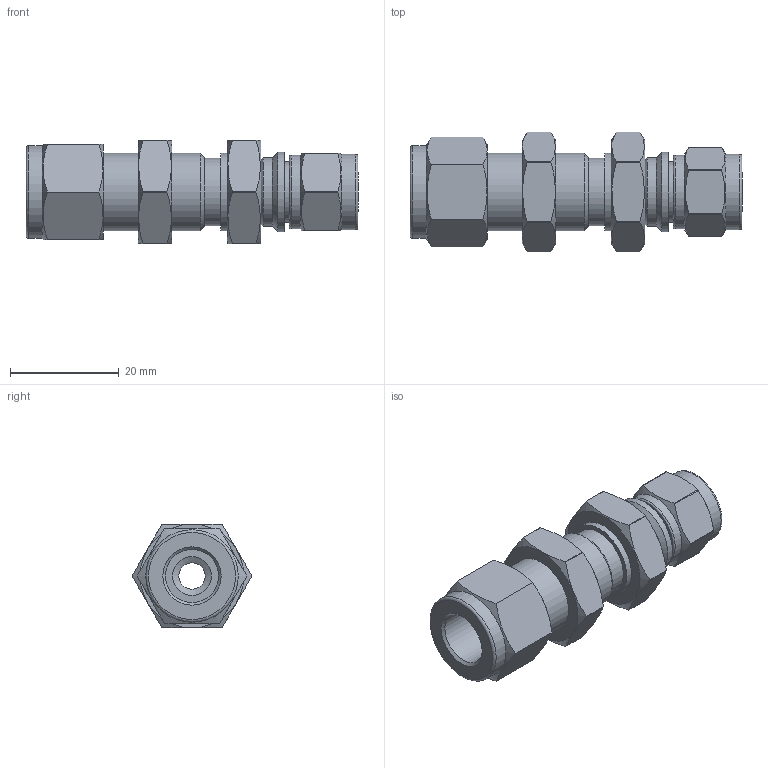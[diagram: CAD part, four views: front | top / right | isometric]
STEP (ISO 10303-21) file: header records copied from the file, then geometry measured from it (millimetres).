
FILE_DESCRIPTION(/* description */ (''),/* implementation_level */ '2;1');
FILE_NAME(/* name */ 'SBHRUI-6-4.stp',/* time_stamp */ '2022-04-22T13:01:29+09:00',/* author */ ('user'),/* organization */ (''),/* preprocessor_version */ 'ST-DEVELOPER v18.1',/* originating_system */ 'Autodesk Inventor 2022',/* authorisation */ '');
FILE_SCHEMA (('AUTOMOTIVE_DESIGN { 1 0 10303 214 3 1 1 }'));
Length unit declared in the file: millimetre
Products named in the file (1): SBHRUI-6-4
Bounding box: 61.05 x 22 x 19.1 mm (x, y, z)
Volume: 10313.9 mm3; surface area: 6014.9 mm2
Topology: 1 solids, 1 shells, 93 faces, 218 edges, 140 vertices
Faces by surface type: plane 39, cylinder 34, cone 17, torus 3
Full cylindrical faces by diameter (mm): 4.826 x1, 6.55 x1, 7.112 x1, 9.3 x1, 9.73 x1, 10.1 x1, 11.113 x1, 12.5 x1, 12.6 x1, 13.6 x1, 13.9 x1, 14.28 x3, 14.6 x1, 17 x1
Entity records: 2676 total; most frequent: CARTESIAN_POINT 548, DIRECTION 453, ORIENTED_EDGE 436, EDGE_CURVE 218, AXIS2_PLACEMENT_3D 189, VERTEX_POINT 140, EDGE_LOOP 108, CIRCLE 95
